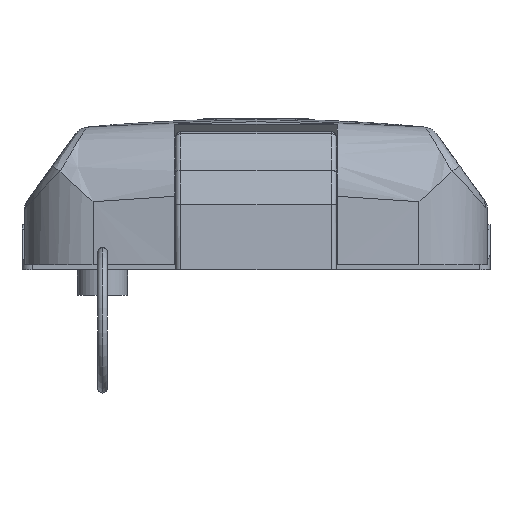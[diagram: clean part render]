
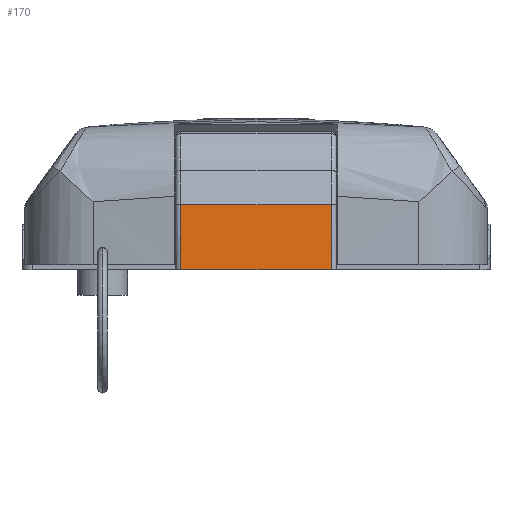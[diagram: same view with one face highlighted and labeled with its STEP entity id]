
A CAD part, front view. The second image highlights one B-rep face of the part: STEP entity #170.
In plain terms, the highlighted planar face has unit normal (0, -0.999, 0.052).
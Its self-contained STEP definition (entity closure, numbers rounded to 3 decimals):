
#170 = ADVANCED_FACE ( 'NONE', ( #5074 ), #19846, .F. ) ;
#302 = VECTOR ( 'NONE', #18785, 1000. ) ;
#839 = CARTESIAN_POINT ( 'NONE',  ( -15., -9., -15.5 ) ) ;
#900 = EDGE_CURVE ( 'NONE', #18305, #15737, #3706, .T. ) ;
#2374 = CARTESIAN_POINT ( 'NONE',  ( -15., -9., -15.5 ) ) ;
#2871 = EDGE_CURVE ( 'NONE', #15737, #5348, #15490, .T. ) ;
#2889 = LINE ( 'NONE', #5891, #20195 ) ;
#3591 = DIRECTION ( 'NONE',  ( -1., 0., 0. ) ) ;
#3706 = LINE ( 'NONE', #7100, #302 ) ;
#3894 = LINE ( 'NONE', #10210, #12284 ) ;
#4840 = CARTESIAN_POINT ( 'NONE',  ( 16., -9., -15.5 ) ) ;
#5074 = FACE_OUTER_BOUND ( 'NONE', #9677, .T. ) ;
#5348 = VERTEX_POINT ( 'NONE', #2374 ) ;
#5489 = ORIENTED_EDGE ( 'NONE', *, *, #9071, .T. ) ;
#5891 = CARTESIAN_POINT ( 'NONE',  ( 15., -8.319, -2.5 ) ) ;
#6525 = DIRECTION ( 'NONE',  ( 0., 0.052, 0.999 ) ) ;
#7100 = CARTESIAN_POINT ( 'NONE',  ( 16., -8.319, -2.5 ) ) ;
#9071 = EDGE_CURVE ( 'NONE', #18654, #18305, #2889, .T. ) ;
#9576 = ORIENTED_EDGE ( 'NONE', *, *, #900, .T. ) ;
#9677 = EDGE_LOOP ( 'NONE', ( #9576, #19697, #16332, #5489 ) ) ;
#10210 = CARTESIAN_POINT ( 'NONE',  ( 16., -9., -15.5 ) ) ;
#10933 = DIRECTION ( 'NONE',  ( 0., 0.052, 0.999 ) ) ;
#12284 = VECTOR ( 'NONE', #3591, 1000. ) ;
#12495 = AXIS2_PLACEMENT_3D ( 'NONE', #4840, #16550, #6525 ) ;
#12543 = DIRECTION ( 'NONE',  ( 0., -0.052, -0.999 ) ) ;
#13624 = CARTESIAN_POINT ( 'NONE',  ( 15., -9., -15.5 ) ) ;
#14233 = EDGE_CURVE ( 'NONE', #18654, #5348, #3894, .T. ) ;
#15490 = LINE ( 'NONE', #839, #20995 ) ;
#15737 = VERTEX_POINT ( 'NONE', #17426 ) ;
#16332 = ORIENTED_EDGE ( 'NONE', *, *, #14233, .F. ) ;
#16550 = DIRECTION ( 'NONE',  ( 0., 0.999, -0.052 ) ) ;
#17426 = CARTESIAN_POINT ( 'NONE',  ( -15., -8.319, -2.5 ) ) ;
#18305 = VERTEX_POINT ( 'NONE', #21105 ) ;
#18654 = VERTEX_POINT ( 'NONE', #13624 ) ;
#18785 = DIRECTION ( 'NONE',  ( -1., 0., 0. ) ) ;
#19697 = ORIENTED_EDGE ( 'NONE', *, *, #2871, .T. ) ;
#19846 = PLANE ( 'NONE',  #12495 ) ;
#20195 = VECTOR ( 'NONE', #10933, 1000. ) ;
#20995 = VECTOR ( 'NONE', #12543, 1000. ) ;
#21105 = CARTESIAN_POINT ( 'NONE',  ( 15., -8.319, -2.5 ) ) ;
